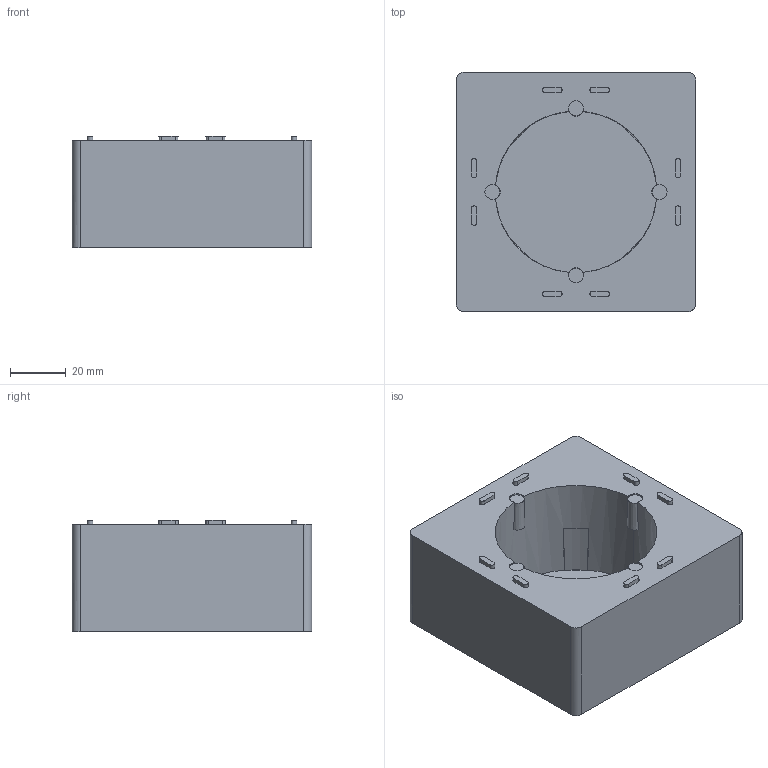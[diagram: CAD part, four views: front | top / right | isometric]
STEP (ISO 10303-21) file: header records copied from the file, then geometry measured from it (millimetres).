
FILE_DESCRIPTION (( 'STEP AP203' ), '1' );
FILE_NAME ('Korobka_nakl_montazha.STEP', '2025-06-25T20:28:39', ( '' ), ( '' ), 'SwSTEP 2.0', 'SolidWorks 2022', '' );
FILE_SCHEMA (( 'CONFIG_CONTROL_DESIGN' ));
Length unit declared in the file: millimetre
Products named in the file (1): Korobka_nakl_montazha
Bounding box: 85.88 x 85.9 x 40 mm (x, y, z)
Volume: 186631.7 mm3; surface area: 34846.7 mm2
Topology: 1 solids, 1 shells, 90 faces, 229 edges, 150 vertices
Faces by surface type: plane 39, cylinder 27, cone 16, torus 4, bspline 4
Entity records: 3004 total; most frequent: CARTESIAN_POINT 790, ORIENTED_EDGE 458, DIRECTION 441, EDGE_CURVE 229, AXIS2_PLACEMENT_3D 173, VERTEX_POINT 150, EDGE_LOOP 99, LINE 95
